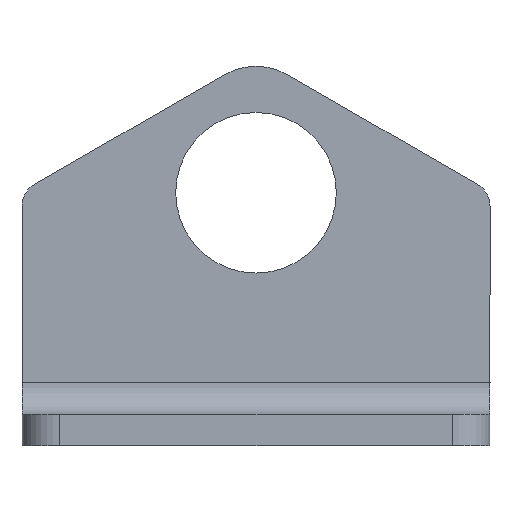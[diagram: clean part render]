
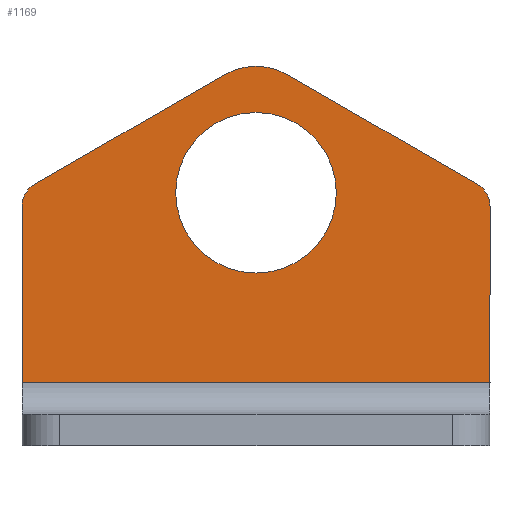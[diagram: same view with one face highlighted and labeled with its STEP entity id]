
A CAD part, front view. The second image highlights one B-rep face of the part: STEP entity #1169.
In plain terms, the highlighted planar face has unit normal (0, -1, 0).
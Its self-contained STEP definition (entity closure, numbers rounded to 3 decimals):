
#49=CARTESIAN_POINT('',(-19.536,25.184,39.995));
#50=VERTEX_POINT('',#49);
#59=CARTESIAN_POINT('',(5.864,25.184,39.995));
#60=VERTEX_POINT('',#59);
#61=CARTESIAN_POINT('',(-6.836,25.184,39.995));
#62=DIRECTION('',(0.0,1.0,0.0));
#63=DIRECTION('',(-1.0,0.0,0.0));
#64=AXIS2_PLACEMENT_3D('',#61,#62,#63);
#65=CIRCLE('',#64,12.7);
#66=EDGE_CURVE('',#60,#50,#65,.T.);
#645=CARTESIAN_POINT('',(-43.836,25.184,10.0));
#646=VERTEX_POINT('',#645);
#664=CARTESIAN_POINT('',(30.164,25.184,10.0));
#665=VERTEX_POINT('',#664);
#673=CARTESIAN_POINT('',(-43.836,25.184,10.0));
#674=DIRECTION('',(1.0,0.0,0.0));
#675=VECTOR('',#674,74.);
#676=LINE('',#673,#675);
#677=EDGE_CURVE('',#646,#665,#676,.T.);
#965=CARTESIAN_POINT('',(-11.836,25.184,58.655));
#966=VERTEX_POINT('',#965);
#967=CARTESIAN_POINT('',(-1.836,25.184,58.655));
#968=VERTEX_POINT('',#967);
#969=CARTESIAN_POINT('',(-6.836,25.184,49.995));
#970=DIRECTION('',(0.,1.,0.));
#971=DIRECTION('',(-0.5,0.,-0.866));
#972=AXIS2_PLACEMENT_3D('',#969,#970,#971);
#973=CIRCLE('',#972,10.);
#974=EDGE_CURVE('',#966,#968,#973,.T.);
#997=CARTESIAN_POINT('',(-41.836,25.184,41.335));
#998=VERTEX_POINT('',#997);
#999=CARTESIAN_POINT('',(-41.836,25.184,41.335));
#1000=DIRECTION('',(0.866,0.,0.5));
#1001=VECTOR('',#1000,34.641);
#1002=LINE('',#999,#1001);
#1003=EDGE_CURVE('',#998,#966,#1002,.T.);
#1021=CARTESIAN_POINT('',(-43.836,25.184,37.871));
#1022=VERTEX_POINT('',#1021);
#1023=CARTESIAN_POINT('',(-39.836,25.184,37.871));
#1024=DIRECTION('',(0.,1.,0.));
#1025=DIRECTION('',(0.5,0.,-0.866));
#1026=AXIS2_PLACEMENT_3D('',#1023,#1024,#1025);
#1027=CIRCLE('',#1026,4.);
#1028=EDGE_CURVE('',#1022,#998,#1027,.T.);
#1046=CARTESIAN_POINT('',(-43.836,25.184,10.0));
#1047=DIRECTION('',(0.0,0.0,1.0));
#1048=VECTOR('',#1047,27.871);
#1049=LINE('',#1046,#1048);
#1050=EDGE_CURVE('',#646,#1022,#1049,.T.);
#1068=CARTESIAN_POINT('',(30.164,25.184,37.871));
#1069=VERTEX_POINT('',#1068);
#1076=CARTESIAN_POINT('',(30.164,25.184,37.871));
#1077=DIRECTION('',(0.0,0.0,-1.0));
#1078=VECTOR('',#1077,27.871);
#1079=LINE('',#1076,#1078);
#1080=EDGE_CURVE('',#1069,#665,#1079,.T.);
#1095=CARTESIAN_POINT('',(28.164,25.184,41.335));
#1096=VERTEX_POINT('',#1095);
#1097=CARTESIAN_POINT('',(26.164,25.184,37.871));
#1098=DIRECTION('',(0.0,1.0,0.0));
#1099=DIRECTION('',(-1.0,0.0,0.0));
#1100=AXIS2_PLACEMENT_3D('',#1097,#1098,#1099);
#1101=CIRCLE('',#1100,4.0);
#1102=EDGE_CURVE('',#1096,#1069,#1101,.T.);
#1120=CARTESIAN_POINT('',(-1.836,25.184,58.655));
#1121=DIRECTION('',(0.866,0.,-0.5));
#1122=VECTOR('',#1121,34.641);
#1123=LINE('',#1120,#1122);
#1124=EDGE_CURVE('',#968,#1096,#1123,.T.);
#1140=CARTESIAN_POINT('',(-6.836,25.184,39.995));
#1141=DIRECTION('',(0.0,1.0,0.0));
#1142=DIRECTION('',(-1.0,0.0,0.0));
#1143=AXIS2_PLACEMENT_3D('',#1140,#1141,#1142);
#1144=CIRCLE('',#1143,12.7);
#1145=EDGE_CURVE('',#50,#60,#1144,.T.);
#1150=CARTESIAN_POINT('',(-6.836,25.184,6.69));
#1151=DIRECTION('',(0.0,-1.0,0.0));
#1152=DIRECTION('',(1.0,0.0,0.0));
#1153=AXIS2_PLACEMENT_3D('',#1150,#1151,#1152);
#1154=PLANE('',#1153);
#1155=ORIENTED_EDGE('',*,*,#677,.T.);
#1156=ORIENTED_EDGE('',*,*,#1080,.F.);
#1157=ORIENTED_EDGE('',*,*,#1102,.F.);
#1158=ORIENTED_EDGE('',*,*,#1124,.F.);
#1159=ORIENTED_EDGE('',*,*,#974,.F.);
#1160=ORIENTED_EDGE('',*,*,#1003,.F.);
#1161=ORIENTED_EDGE('',*,*,#1028,.F.);
#1162=ORIENTED_EDGE('',*,*,#1050,.F.);
#1163=EDGE_LOOP('',(#1155,#1156,#1157,#1158,#1159,#1160,#1161,#1162));
#1164=FACE_OUTER_BOUND('',#1163,.T.);
#1165=ORIENTED_EDGE('',*,*,#66,.T.);
#1166=ORIENTED_EDGE('',*,*,#1145,.T.);
#1167=EDGE_LOOP('',(#1165,#1166));
#1168=FACE_BOUND('',#1167,.T.);
#1169=ADVANCED_FACE('',(#1164,#1168),#1154,.T.);
